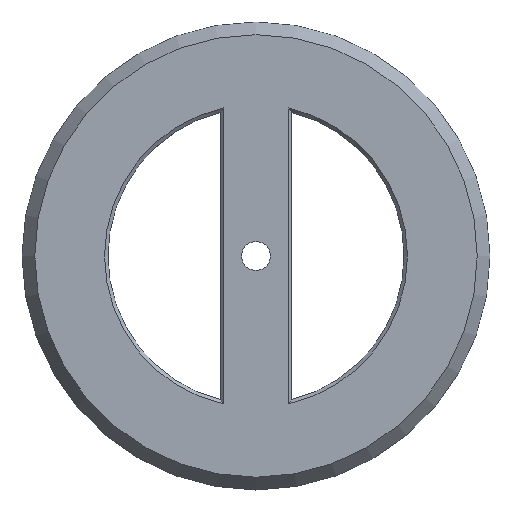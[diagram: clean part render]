
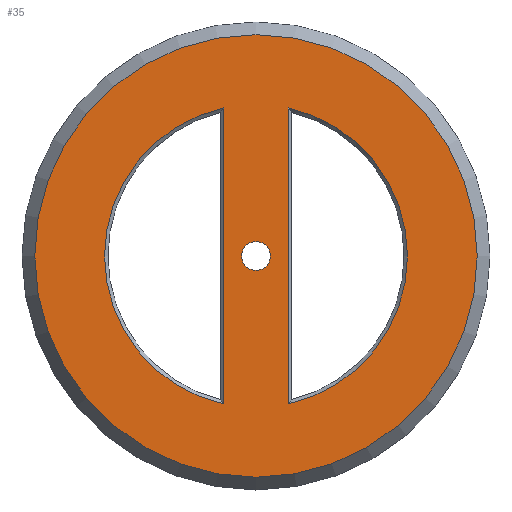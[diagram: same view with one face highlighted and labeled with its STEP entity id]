
A CAD part, top view. The second image highlights one B-rep face of the part: STEP entity #35.
In plain terms, the highlighted planar face has unit normal (0, 0, 1).
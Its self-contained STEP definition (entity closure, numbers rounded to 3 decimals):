
#35 = ADVANCED_FACE('',(#36,#47,#66,#77),#96,.T.);
#36 = FACE_BOUND('',#37,.T.);
#37 = EDGE_LOOP('',(#38));
#38 = ORIENTED_EDGE('',*,*,#39,.T.);
#39 = EDGE_CURVE('',#40,#40,#42,.T.);
#40 = VERTEX_POINT('',#41);
#41 = CARTESIAN_POINT('',(-59.288,-80.078,
    23.1));
#42 = CIRCLE('',#43,26.);
#43 = AXIS2_PLACEMENT_3D('',#44,#45,#46);
#44 = CARTESIAN_POINT('',(-85.288,-80.078,
    23.1));
#45 = DIRECTION('',(0.,0.,1.));
#46 = DIRECTION('',(1.,0.,-0.));
#47 = FACE_BOUND('',#48,.T.);
#48 = EDGE_LOOP('',(#49,#60));
#49 = ORIENTED_EDGE('',*,*,#50,.F.);
#50 = EDGE_CURVE('',#51,#53,#55,.T.);
#51 = VERTEX_POINT('',#52);
#52 = CARTESIAN_POINT('',(-89.088,-62.688,23.1
    ));
#53 = VERTEX_POINT('',#54);
#54 = CARTESIAN_POINT('',(-89.088,-97.467,
    23.1));
#55 = CIRCLE('',#56,17.8);
#56 = AXIS2_PLACEMENT_3D('',#57,#58,#59);
#57 = CARTESIAN_POINT('',(-85.288,-80.078,
    23.1));
#58 = DIRECTION('',(0.,0.,1.));
#59 = DIRECTION('',(-0.241,0.97,0.));
#60 = ORIENTED_EDGE('',*,*,#61,.T.);
#61 = EDGE_CURVE('',#51,#53,#62,.T.);
#62 = LINE('',#63,#64);
#63 = CARTESIAN_POINT('',(-89.088,-63.192,
    23.1));
#64 = VECTOR('',#65,1.);
#65 = DIRECTION('',(0.,-1.,0.));
#66 = FACE_BOUND('',#67,.F.);
#67 = EDGE_LOOP('',(#68));
#68 = ORIENTED_EDGE('',*,*,#69,.T.);
#69 = EDGE_CURVE('',#70,#70,#72,.T.);
#70 = VERTEX_POINT('',#71);
#71 = CARTESIAN_POINT('',(-83.588,-80.078,
    23.1));
#72 = CIRCLE('',#73,1.7);
#73 = AXIS2_PLACEMENT_3D('',#74,#75,#76);
#74 = CARTESIAN_POINT('',(-85.288,-80.078,
    23.1));
#75 = DIRECTION('',(0.,0.,1.));
#76 = DIRECTION('',(1.,0.,0.));
#77 = FACE_BOUND('',#78,.T.);
#78 = EDGE_LOOP('',(#79,#89));
#79 = ORIENTED_EDGE('',*,*,#80,.F.);
#80 = EDGE_CURVE('',#81,#83,#85,.T.);
#81 = VERTEX_POINT('',#82);
#82 = CARTESIAN_POINT('',(-81.488,-62.688,23.1
    ));
#83 = VERTEX_POINT('',#84);
#84 = CARTESIAN_POINT('',(-81.488,-97.467,
    23.1));
#85 = LINE('',#86,#87);
#86 = CARTESIAN_POINT('',(-81.488,-63.192,
    23.1));
#87 = VECTOR('',#88,1.);
#88 = DIRECTION('',(0.,-1.,0.));
#89 = ORIENTED_EDGE('',*,*,#90,.F.);
#90 = EDGE_CURVE('',#83,#81,#91,.T.);
#91 = CIRCLE('',#92,17.8);
#92 = AXIS2_PLACEMENT_3D('',#93,#94,#95);
#93 = CARTESIAN_POINT('',(-85.288,-80.078,
    23.1));
#94 = DIRECTION('',(-0.,0.,1.));
#95 = DIRECTION('',(0.241,-0.97,0.));
#96 = PLANE('',#97);
#97 = AXIS2_PLACEMENT_3D('',#98,#99,#100);
#98 = CARTESIAN_POINT('',(-85.288,-80.078,
    23.1));
#99 = DIRECTION('',(0.,0.,1.));
#100 = DIRECTION('',(1.,0.,0.));
